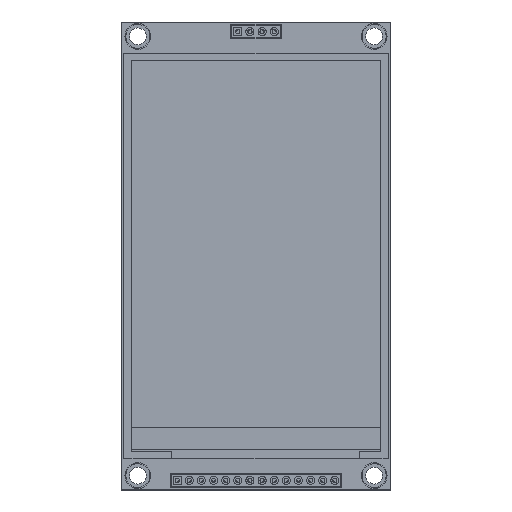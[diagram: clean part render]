
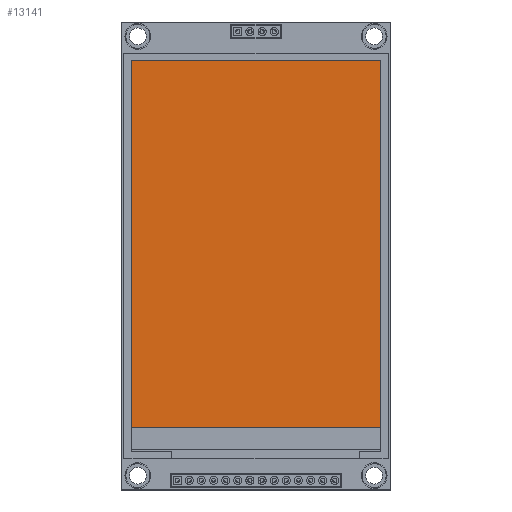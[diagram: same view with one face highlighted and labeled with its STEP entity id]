
A CAD part, top view. The second image highlights one B-rep face of the part: STEP entity #13141.
In plain terms, the highlighted planar face has unit normal (0, 0, 1).
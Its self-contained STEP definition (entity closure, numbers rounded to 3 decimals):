
#12738=CARTESIAN_POINT('',(2.,13.,4.2));
#12739=VERTEX_POINT('',#12738);
#12746=CARTESIAN_POINT('',(2.,89.96,4.2));
#12747=VERTEX_POINT('',#12746);
#12748=CARTESIAN_POINT('',(2.,89.96,4.2));
#12749=DIRECTION('',(0.,-1.,0.));
#12750=VECTOR('',#12749,76.96);
#12751=LINE('',#12748,#12750);
#12752=EDGE_CURVE('',#12747,#12739,#12751,.T.);
#12778=CARTESIAN_POINT('',(54.34,89.96,4.2));
#12779=VERTEX_POINT('',#12778);
#12780=CARTESIAN_POINT('',(54.34,89.96,4.2));
#12781=DIRECTION('',(-1.,0.,0.));
#12782=VECTOR('',#12781,52.34);
#12783=LINE('',#12780,#12782);
#12784=EDGE_CURVE('',#12779,#12747,#12783,.T.);
#12835=CARTESIAN_POINT('',(54.34,13.,4.2));
#12836=VERTEX_POINT('',#12835);
#12837=CARTESIAN_POINT('',(54.34,13.,4.2));
#12838=DIRECTION('',(0.,1.,0.));
#12839=VECTOR('',#12838,76.96);
#12840=LINE('',#12837,#12839);
#12841=EDGE_CURVE('',#12836,#12779,#12840,.T.);
#13113=CARTESIAN_POINT('',(2.,13.,4.2));
#13114=DIRECTION('',(1.,0.,0.));
#13115=VECTOR('',#13114,52.34);
#13116=LINE('',#13113,#13115);
#13117=EDGE_CURVE('',#12739,#12836,#13116,.T.);
#13130=CARTESIAN_POINT('',(0.,0.,4.2));
#13131=DIRECTION('',(0.,0.,1.));
#13132=DIRECTION('',(-1.,0.,0.));
#13133=AXIS2_PLACEMENT_3D('',#13130,#13131,#13132);
#13134=PLANE('',#13133);
#13135=ORIENTED_EDGE('',*,*,#12752,.T.);
#13136=ORIENTED_EDGE('',*,*,#13117,.T.);
#13137=ORIENTED_EDGE('',*,*,#12841,.T.);
#13138=ORIENTED_EDGE('',*,*,#12784,.T.);
#13139=EDGE_LOOP('',(#13135,#13136,#13137,#13138));
#13140=FACE_BOUND('',#13139,.T.);
#13141=ADVANCED_FACE('',(#13140),#13134,.T.);
